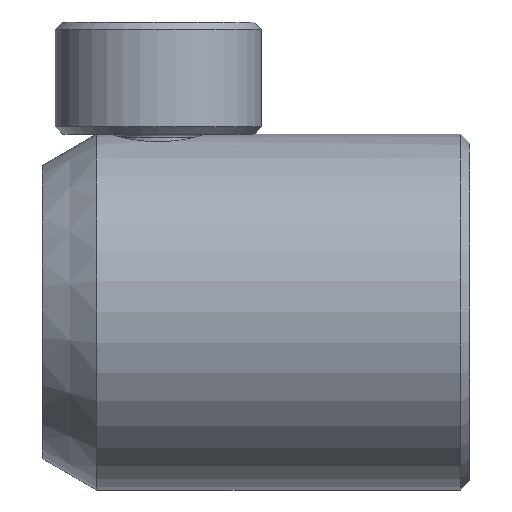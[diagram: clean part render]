
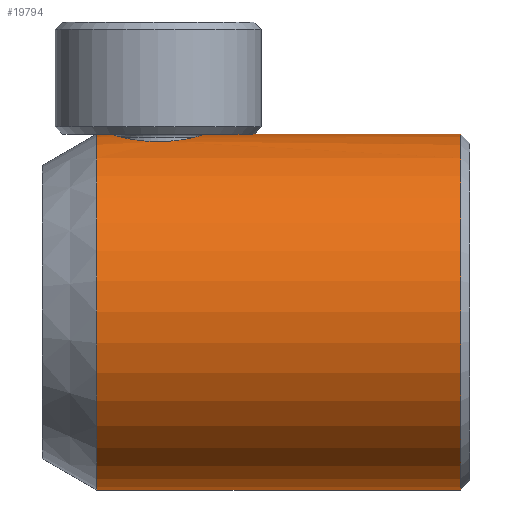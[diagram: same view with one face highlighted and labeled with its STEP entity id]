
A CAD part, left-side view. The second image highlights one B-rep face of the part: STEP entity #19794.
In plain terms, the highlighted cylindrical face has radius 12.5 mm (diameter 25 mm), a partial arc.
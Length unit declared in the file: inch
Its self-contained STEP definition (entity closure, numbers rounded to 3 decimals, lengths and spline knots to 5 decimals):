
#686 = CIRCLE ( 'NONE', #12093, 0.49213 ) ;
#690 = CIRCLE ( 'NONE', #12096, 0.49213 ) ;
#2124 = DIRECTION ( 'NONE',  ( 0., -1., 0. ) ) ;
#2125 = CARTESIAN_POINT ( 'NONE',  ( 0.05475, 0.80924, 0.30455 ) ) ;
#2135 = DIRECTION ( 'NONE',  ( 0., -1., 0. ) ) ;
#2478 = DIRECTION ( 'NONE',  ( 0., -1., 0. ) ) ;
#2491 = CARTESIAN_POINT ( 'NONE',  ( 0.05475, 0.80924, 0.30455 ) ) ;
#2580 = CARTESIAN_POINT ( 'NONE',  ( 0.05475, 0.80924, -0.6797 ) ) ;
#3476 = AXIS2_PLACEMENT_3D ( 'NONE', #20568, #20567, #20556 ) ;
#5449 = CARTESIAN_POINT ( 'NONE',  ( 0.05475, 0.65924, 0.30455 ) ) ;
#5462 = CARTESIAN_POINT ( 'NONE',  ( 0.05475, 0.35466, 0.30455 ) ) ;
#5489 = CARTESIAN_POINT ( 'NONE',  ( 0.05475, -0.34686, 0.30455 ) ) ;
#5493 = CARTESIAN_POINT ( 'NONE',  ( 0.05475, -0.34686, -0.6797 ) ) ;
#5512 = CARTESIAN_POINT ( 'NONE',  ( 0.05475, 0.65924, -0.6797 ) ) ;
#5521 = CARTESIAN_POINT ( 'NONE',  ( 0.05475, 0.62382, 0.30455 ) ) ;
#9355 = EDGE_CURVE ( 'NONE', #15946, #15594, #12929, .T. ) ;
#9361 = EDGE_CURVE ( 'NONE', #15521, #15581, #12922, .T. ) ;
#9382 = EDGE_CURVE ( 'NONE', #16109, #15490, #12908, .T. ) ;
#12093 = AXIS2_PLACEMENT_3D ( 'NONE', #21992, #21994, #21996 ) ;
#12096 = AXIS2_PLACEMENT_3D ( 'NONE', #22019, #22021, #22023 ) ;
#12109 = B_SPLINE_CURVE_WITH_KNOTS ( 'NONE', 3,
 ( #22015, #22017, #22027, #22029, #22031, #22033, #22035, #22037, #22039, #22041, #22043, #22045, #22047, #22049, #22051, #22053, #22055, #22057, #22059, #22061, #22063, #22065, #22067, #22069, #22071, #22073, #22075, #22077, #22079, #22081 ),
 .UNSPECIFIED., .F., .F.,
 ( 4, 2, 2, 2, 2, 2, 2, 2, 2, 2, 2, 2, 2, 2, 4 ),
 ( 0., 0.06249, 0.09373, 0.12497, 0.18746, 0.20308, 0.2187, 0.24994, 0.31243, 0.32805, 0.34367, 0.37492, 0.4374, 0.46864, 0.49989 ),
 .UNSPECIFIED. ) ;
#12835 = VECTOR ( 'NONE', #2135, 39.37008 ) ;
#12904 = VECTOR ( 'NONE', #2478, 39.37008 ) ;
#12908 = LINE ( 'NONE', #2491, #12904 ) ;
#12922 = LINE ( 'NONE', #2580, #12835 ) ;
#12926 = VECTOR ( 'NONE', #2124, 39.37008 ) ;
#12929 = LINE ( 'NONE', #2125, #12926 ) ;
#13966 = EDGE_LOOP ( 'NONE', ( #16451, #16688, #16674, #16684, #16317, #16813 ) ) ;
#15490 = VERTEX_POINT ( 'NONE', #5521 ) ;
#15521 = VERTEX_POINT ( 'NONE', #5512 ) ;
#15581 = VERTEX_POINT ( 'NONE', #5493 ) ;
#15594 = VERTEX_POINT ( 'NONE', #5489 ) ;
#15946 = VERTEX_POINT ( 'NONE', #5462 ) ;
#16109 = VERTEX_POINT ( 'NONE', #5449 ) ;
#16317 = ORIENTED_EDGE ( 'NONE', *, *, #9355, .F. ) ;
#16451 = ORIENTED_EDGE ( 'NONE', *, *, #9382, .F. ) ;
#16674 = ORIENTED_EDGE ( 'NONE', *, *, #9361, .T. ) ;
#16684 = ORIENTED_EDGE ( 'NONE', *, *, #20896, .T. ) ;
#16688 = ORIENTED_EDGE ( 'NONE', *, *, #20899, .T. ) ;
#16813 = ORIENTED_EDGE ( 'NONE', *, *, #20900, .T. ) ;
#19794 = ADVANCED_FACE ( 'NONE', ( #20371 ), #20351, .T. ) ;
#20351 = CYLINDRICAL_SURFACE ( 'NONE', #3476, 0.49213 ) ;
#20371 = FACE_OUTER_BOUND ( 'NONE', #13966, .T. ) ;
#20556 = DIRECTION ( 'NONE',  ( 0., 0., -1. ) ) ;
#20567 = DIRECTION ( 'NONE',  ( 0., -1., 0. ) ) ;
#20568 = CARTESIAN_POINT ( 'NONE',  ( 0.05475, 0.80924, -0.18758 ) ) ;
#20896 = EDGE_CURVE ( 'NONE', #15581, #15594, #686, .T. ) ;
#20899 = EDGE_CURVE ( 'NONE', #16109, #15521, #690, .T. ) ;
#20900 = EDGE_CURVE ( 'NONE', #15946, #15490, #12109, .T. ) ;
#21992 = CARTESIAN_POINT ( 'NONE',  ( 0.05475, -0.34686, -0.18758 ) ) ;
#21994 = DIRECTION ( 'NONE',  ( 0., 1., 0. ) ) ;
#21996 = DIRECTION ( 'NONE',  ( 0., 0., 1. ) ) ;
#22015 = CARTESIAN_POINT ( 'NONE',  ( 0.05475, 0.35466, 0.30455 ) ) ;
#22017 = CARTESIAN_POINT ( 'NONE',  ( 0.03614, 0.35467, 0.30455 ) ) ;
#22019 = CARTESIAN_POINT ( 'NONE',  ( 0.05475, 0.65924, -0.18758 ) ) ;
#22021 = DIRECTION ( 'NONE',  ( 0., -1., 0. ) ) ;
#22023 = DIRECTION ( 'NONE',  ( 0., 0., 1. ) ) ;
#22027 = CARTESIAN_POINT ( 'NONE',  ( 0.01798, 0.35816, 0.30349 ) ) ;
#22029 = CARTESIAN_POINT ( 'NONE',  ( -0.00841, 0.36859, 0.30056 ) ) ;
#22031 = CARTESIAN_POINT ( 'NONE',  ( -0.01654, 0.37271, 0.29942 ) ) ;
#22033 = CARTESIAN_POINT ( 'NONE',  ( -0.03183, 0.38238, 0.29693 ) ) ;
#22035 = CARTESIAN_POINT ( 'NONE',  ( -0.03893, 0.38791, 0.2956 ) ) ;
#22037 = CARTESIAN_POINT ( 'NONE',  ( -0.0586, 0.40658, 0.2915 ) ) ;
#22039 = CARTESIAN_POINT ( 'NONE',  ( -0.06874, 0.4211, 0.28886 ) ) ;
#22041 = CARTESIAN_POINT ( 'NONE',  ( -0.07778, 0.44178, 0.28637 ) ) ;
#22043 = CARTESIAN_POINT ( 'NONE',  ( -0.0794, 0.44604, 0.28591 ) ) ;
#22045 = CARTESIAN_POINT ( 'NONE',  ( -0.08213, 0.45452, 0.28513 ) ) ;
#22047 = CARTESIAN_POINT ( 'NONE',  ( -0.08327, 0.45879, 0.2848 ) ) ;
#22049 = CARTESIAN_POINT ( 'NONE',  ( -0.086, 0.47167, 0.28399 ) ) ;
#22051 = CARTESIAN_POINT ( 'NONE',  ( -0.08691, 0.48038, 0.28372 ) ) ;
#22053 = CARTESIAN_POINT ( 'NONE',  ( -0.08692, 0.50682, 0.28372 ) ) ;
#22055 = CARTESIAN_POINT ( 'NONE',  ( -0.08329, 0.52399, 0.28485 ) ) ;
#22057 = CARTESIAN_POINT ( 'NONE',  ( -0.07412, 0.545, 0.28738 ) ) ;
#22059 = CARTESIAN_POINT ( 'NONE',  ( -0.07215, 0.54896, 0.28791 ) ) ;
#22061 = CARTESIAN_POINT ( 'NONE',  ( -0.06781, 0.55673, 0.28905 ) ) ;
#22063 = CARTESIAN_POINT ( 'NONE',  ( -0.06545, 0.56049, 0.28965 ) ) ;
#22065 = CARTESIAN_POINT ( 'NONE',  ( -0.05784, 0.57138, 0.29152 ) ) ;
#22067 = CARTESIAN_POINT ( 'NONE',  ( -0.05202, 0.57813, 0.29287 ) ) ;
#22069 = CARTESIAN_POINT ( 'NONE',  ( -0.03233, 0.59685, 0.29697 ) ) ;
#22071 = CARTESIAN_POINT ( 'NONE',  ( -0.01711, 0.60647, 0.29959 ) ) ;
#22073 = CARTESIAN_POINT ( 'NONE',  ( 0.00914, 0.61684, 0.30251 ) ) ;
#22075 = CARTESIAN_POINT ( 'NONE',  ( 0.01812, 0.61946, 0.30327 ) ) ;
#22077 = CARTESIAN_POINT ( 'NONE',  ( 0.03625, 0.62294, 0.30428 ) ) ;
#22079 = CARTESIAN_POINT ( 'NONE',  ( 0.04544, 0.62382, 0.30455 ) ) ;
#22081 = CARTESIAN_POINT ( 'NONE',  ( 0.05475, 0.62382, 0.30455 ) ) ;
